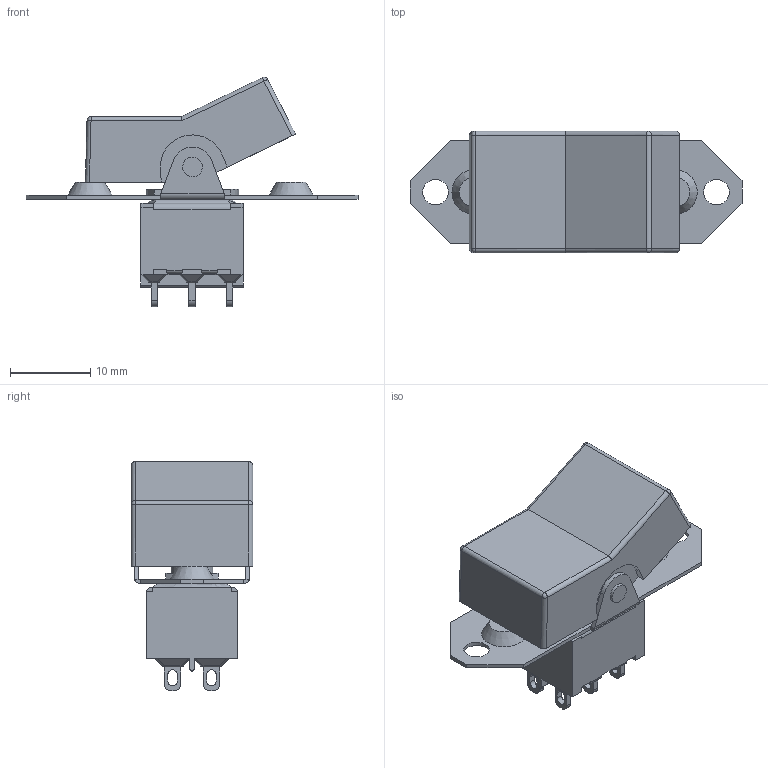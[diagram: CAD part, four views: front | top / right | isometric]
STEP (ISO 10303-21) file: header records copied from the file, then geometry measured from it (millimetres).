
FILE_DESCRIPTION((' '),'2;1');
FILE_NAME('300DPxR3xxxM1xE.stp','2017-07-26T15:23:39',(' '),(' '),' ','ACIS',' ');
FILE_SCHEMA(('CONFIG_CONTROL_DESIGN'));
Length unit declared in the file: inch
Products named in the file (1): 300DPxR3xxxM1xE.stp
Bounding box: 41.27 x 15.11 x 28.52 mm (x, y, z)
Volume: 2314.1 mm3; surface area: 4499.5 mm2
Topology: 1 solids, 2 shells, 440 faces, 1128 edges, 712 vertices
Faces by surface type: plane 295, cylinder 111, sphere 28, cone 4, torus 2
Full cylindrical faces by diameter (mm): 2.45 x2, 3.17 x2, 3.58 x1, 5.18 x1
Entity records: 13245 total; most frequent: CARTESIAN_POINT 2301, DIRECTION 2252, ORIENTED_EDGE 2228, EDGE_CURVE 1114, VECTOR 850, LINE 850, VERTEX_POINT 710, AXIS2_PLACEMENT_3D 701
